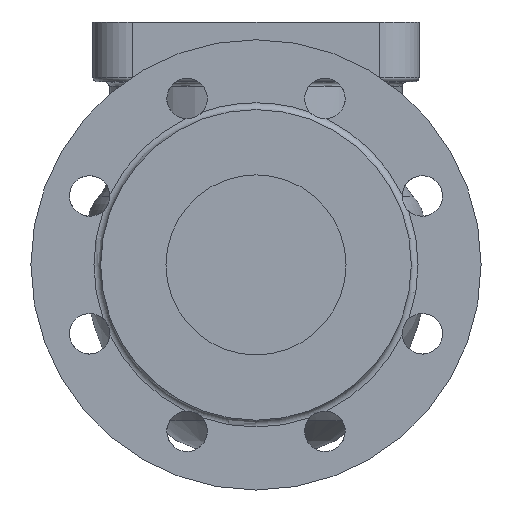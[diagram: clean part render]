
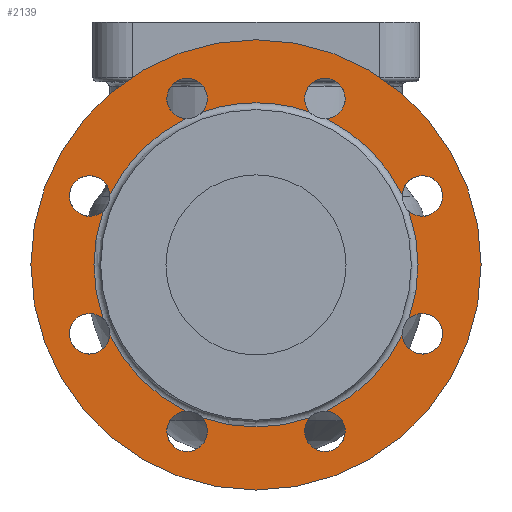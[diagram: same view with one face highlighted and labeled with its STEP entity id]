
A CAD part, left-side view. The second image highlights one B-rep face of the part: STEP entity #2139.
In plain terms, the highlighted planar face has unit normal (-1, 0, 0).
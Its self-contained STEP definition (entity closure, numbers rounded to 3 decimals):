
#371=PLANE('',#2351);
#437=FACE_BOUND('',#723,.T.);
#538=FACE_OUTER_BOUND('',#722,.T.);
#722=EDGE_LOOP('',(#1841));
#723=EDGE_LOOP('',(#1842,#1843,#1844,#1845,#1846,#1847,#1848,#1849,#1850,
#1851,#1852,#1853,#1854,#1855,#1856,#1857));
#850=CIRCLE('',#2308,100.);
#851=CIRCLE('',#2310,72.);
#852=CIRCLE('',#2311,72.);
#853=CIRCLE('',#2312,72.);
#854=CIRCLE('',#2313,72.);
#855=CIRCLE('',#2314,72.);
#856=CIRCLE('',#2315,72.);
#857=CIRCLE('',#2316,72.);
#858=CIRCLE('',#2317,72.);
#860=CIRCLE('',#2320,9.);
#861=CIRCLE('',#2322,9.);
#862=CIRCLE('',#2324,9.);
#863=CIRCLE('',#2326,9.);
#864=CIRCLE('',#2328,9.);
#865=CIRCLE('',#2330,9.);
#866=CIRCLE('',#2332,9.);
#867=CIRCLE('',#2334,9.);
#1070=VERTEX_POINT('',#5082);
#1071=VERTEX_POINT('',#5085);
#1072=VERTEX_POINT('',#5086);
#1073=VERTEX_POINT('',#5101);
#1074=VERTEX_POINT('',#5103);
#1075=VERTEX_POINT('',#5118);
#1076=VERTEX_POINT('',#5120);
#1077=VERTEX_POINT('',#5135);
#1078=VERTEX_POINT('',#5137);
#1079=VERTEX_POINT('',#5152);
#1080=VERTEX_POINT('',#5154);
#1081=VERTEX_POINT('',#5169);
#1082=VERTEX_POINT('',#5171);
#1083=VERTEX_POINT('',#5186);
#1084=VERTEX_POINT('',#5188);
#1085=VERTEX_POINT('',#5203);
#1086=VERTEX_POINT('',#5205);
#1333=EDGE_CURVE('',#1070,#1070,#850,.T.);
#1335=EDGE_CURVE('',#1071,#1073,#851,.T.);
#1337=EDGE_CURVE('',#1074,#1075,#852,.T.);
#1339=EDGE_CURVE('',#1076,#1077,#853,.T.);
#1341=EDGE_CURVE('',#1078,#1079,#854,.T.);
#1343=EDGE_CURVE('',#1080,#1081,#855,.T.);
#1345=EDGE_CURVE('',#1082,#1083,#856,.T.);
#1347=EDGE_CURVE('',#1084,#1085,#857,.T.);
#1349=EDGE_CURVE('',#1086,#1072,#858,.T.);
#1351=EDGE_CURVE('',#1086,#1085,#860,.T.);
#1352=EDGE_CURVE('',#1084,#1083,#861,.T.);
#1353=EDGE_CURVE('',#1082,#1081,#862,.T.);
#1354=EDGE_CURVE('',#1080,#1079,#863,.T.);
#1355=EDGE_CURVE('',#1078,#1077,#864,.T.);
#1356=EDGE_CURVE('',#1076,#1075,#865,.T.);
#1357=EDGE_CURVE('',#1074,#1073,#866,.T.);
#1358=EDGE_CURVE('',#1071,#1072,#867,.T.);
#1841=ORIENTED_EDGE('',*,*,#1333,.T.);
#1842=ORIENTED_EDGE('',*,*,#1345,.F.);
#1843=ORIENTED_EDGE('',*,*,#1353,.T.);
#1844=ORIENTED_EDGE('',*,*,#1343,.F.);
#1845=ORIENTED_EDGE('',*,*,#1354,.T.);
#1846=ORIENTED_EDGE('',*,*,#1341,.F.);
#1847=ORIENTED_EDGE('',*,*,#1355,.T.);
#1848=ORIENTED_EDGE('',*,*,#1339,.F.);
#1849=ORIENTED_EDGE('',*,*,#1356,.T.);
#1850=ORIENTED_EDGE('',*,*,#1337,.F.);
#1851=ORIENTED_EDGE('',*,*,#1357,.T.);
#1852=ORIENTED_EDGE('',*,*,#1335,.F.);
#1853=ORIENTED_EDGE('',*,*,#1358,.T.);
#1854=ORIENTED_EDGE('',*,*,#1349,.F.);
#1855=ORIENTED_EDGE('',*,*,#1351,.T.);
#1856=ORIENTED_EDGE('',*,*,#1347,.F.);
#1857=ORIENTED_EDGE('',*,*,#1352,.T.);
#2139=ADVANCED_FACE('',(#538,#437),#371,.T.);
#2308=AXIS2_PLACEMENT_3D('',#5083,#2712,#2713);
#2310=AXIS2_PLACEMENT_3D('',#5102,#2716,#2717);
#2311=AXIS2_PLACEMENT_3D('',#5119,#2718,#2719);
#2312=AXIS2_PLACEMENT_3D('',#5136,#2720,#2721);
#2313=AXIS2_PLACEMENT_3D('',#5153,#2722,#2723);
#2314=AXIS2_PLACEMENT_3D('',#5170,#2724,#2725);
#2315=AXIS2_PLACEMENT_3D('',#5187,#2726,#2727);
#2316=AXIS2_PLACEMENT_3D('',#5204,#2728,#2729);
#2317=AXIS2_PLACEMENT_3D('',#5220,#2730,#2731);
#2320=AXIS2_PLACEMENT_3D('',#5224,#2736,#2737);
#2322=AXIS2_PLACEMENT_3D('',#5226,#2740,#2741);
#2324=AXIS2_PLACEMENT_3D('',#5228,#2744,#2745);
#2326=AXIS2_PLACEMENT_3D('',#5230,#2748,#2749);
#2328=AXIS2_PLACEMENT_3D('',#5232,#2752,#2753);
#2330=AXIS2_PLACEMENT_3D('',#5234,#2756,#2757);
#2332=AXIS2_PLACEMENT_3D('',#5236,#2760,#2761);
#2334=AXIS2_PLACEMENT_3D('',#5238,#2764,#2765);
#2351=AXIS2_PLACEMENT_3D('',#5423,#2804,#2805);
#2712=DIRECTION('center_axis',(-1.,0.,0.));
#2713=DIRECTION('ref_axis',(0.,0.,1.));
#2716=DIRECTION('center_axis',(-1.,0.,0.));
#2717=DIRECTION('ref_axis',(0.,0.,-1.));
#2718=DIRECTION('center_axis',(-1.,0.,0.));
#2719=DIRECTION('ref_axis',(0.,0.,-1.));
#2720=DIRECTION('center_axis',(-1.,0.,0.));
#2721=DIRECTION('ref_axis',(0.,0.,-1.));
#2722=DIRECTION('center_axis',(-1.,0.,0.));
#2723=DIRECTION('ref_axis',(0.,0.,-1.));
#2724=DIRECTION('center_axis',(-1.,0.,0.));
#2725=DIRECTION('ref_axis',(0.,0.,-1.));
#2726=DIRECTION('center_axis',(-1.,0.,0.));
#2727=DIRECTION('ref_axis',(0.,0.,-1.));
#2728=DIRECTION('center_axis',(-1.,0.,0.));
#2729=DIRECTION('ref_axis',(0.,0.,-1.));
#2730=DIRECTION('center_axis',(-1.,0.,0.));
#2731=DIRECTION('ref_axis',(0.,0.,-1.));
#2736=DIRECTION('center_axis',(1.,0.,0.));
#2737=DIRECTION('ref_axis',(0.,-0.707,0.707));
#2740=DIRECTION('center_axis',(1.,0.,0.));
#2741=DIRECTION('ref_axis',(0.,-1.,0.));
#2744=DIRECTION('center_axis',(1.,0.,0.));
#2745=DIRECTION('ref_axis',(0.,-0.707,-0.707));
#2748=DIRECTION('center_axis',(1.,0.,0.));
#2749=DIRECTION('ref_axis',(0.,0.,-1.));
#2752=DIRECTION('center_axis',(1.,0.,0.));
#2753=DIRECTION('ref_axis',(0.,0.707,-0.707));
#2756=DIRECTION('center_axis',(1.,0.,0.));
#2757=DIRECTION('ref_axis',(0.,1.,0.));
#2760=DIRECTION('center_axis',(1.,0.,0.));
#2761=DIRECTION('ref_axis',(0.,0.707,0.707));
#2764=DIRECTION('center_axis',(1.,0.,0.));
#2765=DIRECTION('ref_axis',(0.,0.,1.));
#2804=DIRECTION('center_axis',(-1.,0.,0.));
#2805=DIRECTION('ref_axis',(0.,0.,1.));
#5082=CARTESIAN_POINT('',(-152.,0.,-7.906));
#5083=CARTESIAN_POINT('Origin',(-152.,0.,-107.906));
#5085=CARTESIAN_POINT('',(-152.,-23.9,-39.989));
#5086=CARTESIAN_POINT('',(-152.,-31.125,-42.981));
#5101=CARTESIAN_POINT('',(-152.,23.9,-39.989));
#5102=CARTESIAN_POINT('Origin',(-152.,0.,-107.906));
#5103=CARTESIAN_POINT('',(-152.,31.125,-42.981));
#5118=CARTESIAN_POINT('',(-152.,64.925,-76.781));
#5119=CARTESIAN_POINT('Origin',(-152.,0.,-107.906));
#5120=CARTESIAN_POINT('',(-152.,67.917,-84.006));
#5135=CARTESIAN_POINT('',(-152.,67.917,-131.806));
#5136=CARTESIAN_POINT('Origin',(-152.,0.,-107.906));
#5137=CARTESIAN_POINT('',(-152.,64.925,-139.031));
#5152=CARTESIAN_POINT('',(-152.,31.125,-172.831));
#5153=CARTESIAN_POINT('Origin',(-152.,0.,-107.906));
#5154=CARTESIAN_POINT('',(-152.,23.9,-175.823));
#5169=CARTESIAN_POINT('',(-152.,-23.9,-175.823));
#5170=CARTESIAN_POINT('Origin',(-152.,0.,-107.906));
#5171=CARTESIAN_POINT('',(-152.,-31.125,-172.831));
#5186=CARTESIAN_POINT('',(-152.,-64.925,-139.031));
#5187=CARTESIAN_POINT('Origin',(-152.,0.,-107.906));
#5188=CARTESIAN_POINT('',(-152.,-67.917,-131.806));
#5203=CARTESIAN_POINT('',(-152.,-67.917,-84.006));
#5204=CARTESIAN_POINT('Origin',(-152.,0.,-107.906));
#5205=CARTESIAN_POINT('',(-152.,-64.925,-76.781));
#5220=CARTESIAN_POINT('Origin',(-152.,0.,-107.906));
#5224=CARTESIAN_POINT('Origin',(-152.,-73.91,-77.291));
#5226=CARTESIAN_POINT('Origin',(-152.,-73.91,-138.521));
#5228=CARTESIAN_POINT('Origin',(-152.,-30.615,-181.816));
#5230=CARTESIAN_POINT('Origin',(-152.,30.615,-181.816));
#5232=CARTESIAN_POINT('Origin',(-152.,73.91,-138.521));
#5234=CARTESIAN_POINT('Origin',(-152.,73.91,-77.291));
#5236=CARTESIAN_POINT('Origin',(-152.,30.615,-33.996));
#5238=CARTESIAN_POINT('Origin',(-152.,-30.615,-33.996));
#5423=CARTESIAN_POINT('Origin',(-152.,0.,-38.906));
